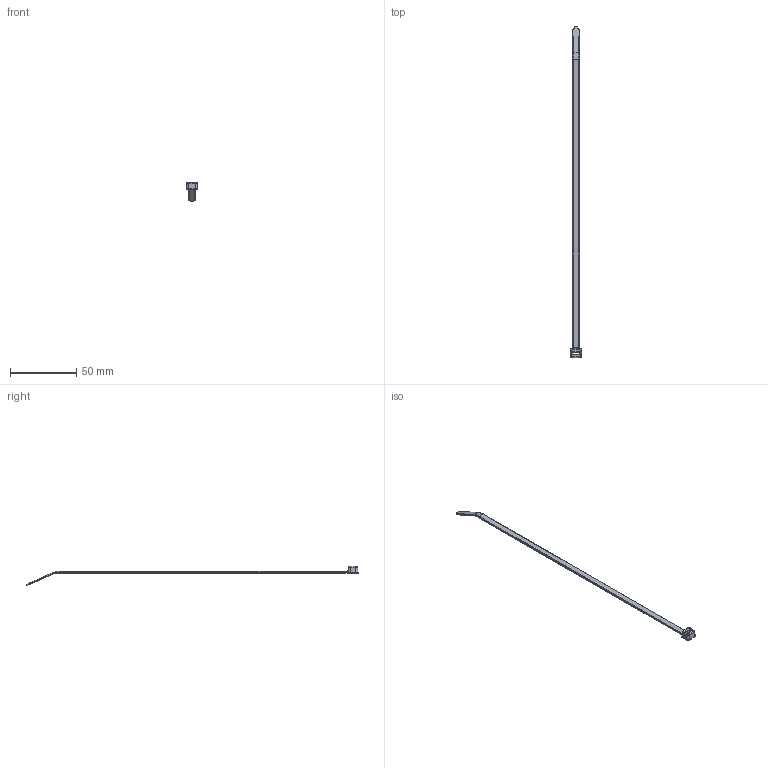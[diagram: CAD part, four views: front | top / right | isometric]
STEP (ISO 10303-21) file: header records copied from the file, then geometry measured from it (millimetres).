
FILE_DESCRIPTION(/* description */ (''),/* implementation_level */ '2;1');
FILE_NAME(/* name */ 'PANDUIT_PLT3S',/* time_stamp */ '2011-07-13T15:01:55-05:00',/* author */ (''),/* organization */ (''),/* preprocessor_version */ 'ST-DEVELOPER v9',/* originating_system */ 'UGS - NX 3.0',/* authorisation */ '');
FILE_SCHEMA (('CONFIG_CONTROL_DESIGN'));
Length unit declared in the file: inch
Products named in the file (1): bwg97F3actw
Bounding box: 8.64 x 250.75 x 14.97 mm (x, y, z)
Volume: 1724.7 mm3; surface area: 3449.9 mm2
Topology: 4 solids, 4 shells, 247 faces, 618 edges, 378 vertices
Faces by surface type: plane 101, cylinder 100, bspline 32, torus 14
Entity records: 7946 total; most frequent: CARTESIAN_POINT 2205, ORIENTED_EDGE 1236, DIRECTION 1139, EDGE_CURVE 618, AXIS2_PLACEMENT_3D 407, VERTEX_POINT 378, LINE 325, VECTOR 325
